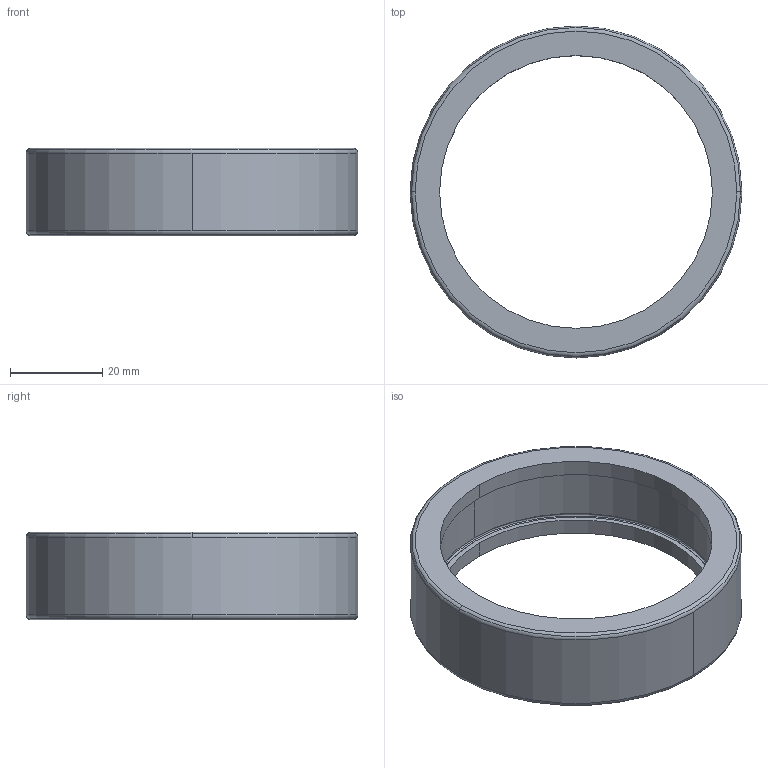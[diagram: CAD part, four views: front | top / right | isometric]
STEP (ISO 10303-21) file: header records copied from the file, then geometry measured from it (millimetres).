
FILE_DESCRIPTION(('Open CASCADE Model'),'2;1');
FILE_NAME('Open CASCADE Shape Model','2021-04-08T10:47:07',('Author'),( 'Open CASCADE'),'Open CASCADE STEP processor 7.4','Open CASCADE 7.4' ,'Unknown');
FILE_SCHEMA(('CONFIG_CONTROL_DESIGN'));
Length unit declared in the file: millimetre
Products named in the file (1): 0000024736 36
Bounding box: 72 x 72 x 19 mm (x, y, z)
Volume: 20996.9 mm3; surface area: 11376.7 mm2
Topology: 1 solids, 1 shells, 36 faces, 92 edges, 60 vertices
Faces by surface type: torus 16, cylinder 8, cone 8, plane 4
Entity records: 2422 total; most frequent: CARTESIAN_POINT 457, DIRECTION 412, ORIENTED_EDGE 184, PCURVE 184, DEFINITIONAL_REPRESENTATION 184, LINE 180, VECTOR 180, AXIS2_PLACEMENT_3D 113
